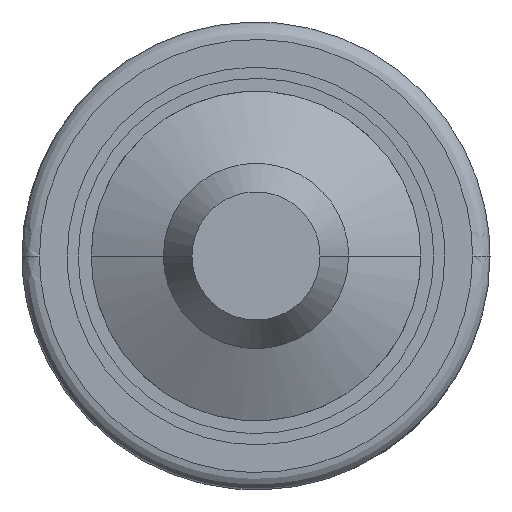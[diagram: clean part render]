
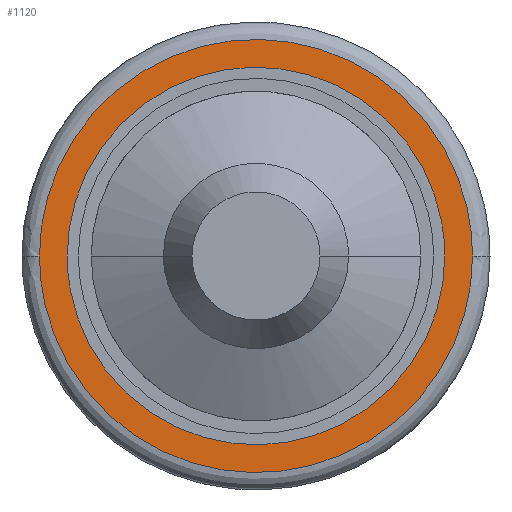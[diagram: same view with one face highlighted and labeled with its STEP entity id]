
A CAD part, front view. The second image highlights one B-rep face of the part: STEP entity #1120.
In plain terms, the highlighted free-form (B-spline) face has degree [1, 1] with [2, 2] control points.
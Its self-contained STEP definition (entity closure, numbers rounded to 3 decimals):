
#830 = EDGE_CURVE('',#831,#833,#835,.T.);
#831 = VERTEX_POINT('',#832);
#832 = CARTESIAN_POINT('',(-26.3,-130.935,0.));
#833 = VERTEX_POINT('',#834);
#834 = CARTESIAN_POINT('',(26.3,-130.935,
    0.));
#835 = ( BOUNDED_CURVE() B_SPLINE_CURVE(2,(#836,#837,#838,#839,#840),
.UNSPECIFIED.,.F.,.F.) B_SPLINE_CURVE_WITH_KNOTS((3,2,3),(0.,
1.571,3.142),.PIECEWISE_BEZIER_KNOTS.) CURVE() 
GEOMETRIC_REPRESENTATION_ITEM() RATIONAL_B_SPLINE_CURVE((1.,
0.707,1.,0.707,1.)) REPRESENTATION_ITEM('') );
#836 = CARTESIAN_POINT('',(-26.3,-130.935,0.));
#837 = CARTESIAN_POINT('',(-26.3,-130.935,
    26.3));
#838 = CARTESIAN_POINT('',(0.,-130.935,
    26.3));
#839 = CARTESIAN_POINT('',(26.3,-130.935,
    26.3));
#840 = CARTESIAN_POINT('',(26.3,-130.935,
    0.));
#887 = VERTEX_POINT('',#888);
#888 = CARTESIAN_POINT('',(22.924,-130.935,
    0.));
#893 = EDGE_CURVE('',#894,#887,#896,.T.);
#894 = VERTEX_POINT('',#895);
#895 = CARTESIAN_POINT('',(-22.924,-130.935,0.));
#896 = ( BOUNDED_CURVE() B_SPLINE_CURVE(2,(#897,#898,#899,#900,#901),
.UNSPECIFIED.,.F.,.F.) B_SPLINE_CURVE_WITH_KNOTS((3,2,3),(0.,
1.571,3.142),.PIECEWISE_BEZIER_KNOTS.) CURVE() 
GEOMETRIC_REPRESENTATION_ITEM() RATIONAL_B_SPLINE_CURVE((1.,
0.707,1.,0.707,1.)) REPRESENTATION_ITEM('') );
#897 = CARTESIAN_POINT('',(-22.924,-130.935,0.));
#898 = CARTESIAN_POINT('',(-22.924,-130.935,
    22.924));
#899 = CARTESIAN_POINT('',(0.,-130.935,
    22.924));
#900 = CARTESIAN_POINT('',(22.924,-130.935,
    22.924));
#901 = CARTESIAN_POINT('',(22.924,-130.935,
    0.));
#1102 = EDGE_CURVE('',#887,#894,#1103,.T.);
#1103 = ( BOUNDED_CURVE() B_SPLINE_CURVE(2,(#1104,#1105,#1106,#1107,
#1108),.UNSPECIFIED.,.F.,.F.) B_SPLINE_CURVE_WITH_KNOTS((3,2,3),(
    3.142,4.712,6.283),
.PIECEWISE_BEZIER_KNOTS.) CURVE() GEOMETRIC_REPRESENTATION_ITEM() 
RATIONAL_B_SPLINE_CURVE((1.,0.707,1.,0.707,1.)) 
REPRESENTATION_ITEM('') );
#1104 = CARTESIAN_POINT('',(22.924,-130.935,
    0.));
#1105 = CARTESIAN_POINT('',(22.924,-130.935,
    -22.924));
#1106 = CARTESIAN_POINT('',(0.,-130.935,
    -22.924));
#1107 = CARTESIAN_POINT('',(-22.924,-130.935,
    -22.924));
#1108 = CARTESIAN_POINT('',(-22.924,-130.935,
    0.));
#1120 = ADVANCED_FACE('',(#1121,#1125),#1136,.T.);
#1121 = FACE_BOUND('',#1122,.T.);
#1122 = EDGE_LOOP('',(#1123,#1124));
#1123 = ORIENTED_EDGE('',*,*,#893,.T.);
#1124 = ORIENTED_EDGE('',*,*,#1102,.T.);
#1125 = FACE_BOUND('',#1126,.T.);
#1126 = EDGE_LOOP('',(#1127,#1128));
#1127 = ORIENTED_EDGE('',*,*,#830,.F.);
#1128 = ORIENTED_EDGE('',*,*,#1129,.F.);
#1129 = EDGE_CURVE('',#833,#831,#1130,.T.);
#1130 = ( BOUNDED_CURVE() B_SPLINE_CURVE(2,(#1131,#1132,#1133,#1134,
#1135),.UNSPECIFIED.,.F.,.F.) B_SPLINE_CURVE_WITH_KNOTS((3,2,3),(
    3.142,4.712,6.283),
.PIECEWISE_BEZIER_KNOTS.) CURVE() GEOMETRIC_REPRESENTATION_ITEM() 
RATIONAL_B_SPLINE_CURVE((1.,0.707,1.,0.707,1.)) 
REPRESENTATION_ITEM('') );
#1131 = CARTESIAN_POINT('',(26.3,-130.935,
    0.));
#1132 = CARTESIAN_POINT('',(26.3,-130.935,
    -26.3));
#1133 = CARTESIAN_POINT('',(0.,-130.935,
    -26.3));
#1134 = CARTESIAN_POINT('',(-26.3,-130.935,
    -26.3));
#1135 = CARTESIAN_POINT('',(-26.3,-130.935,
    0.));
#1136 = B_SPLINE_SURFACE_WITH_KNOTS('',1,1,(
    (#1137,#1138)
    ,(#1139,#1140
    )),.UNSPECIFIED.,.F.,.F.,.F.,(2,2),(2,2),(-2.257,
    32.907),(-17.582,17.582),
  .PIECEWISE_BEZIER_KNOTS.);
#1137 = CARTESIAN_POINT('',(-26.3,-130.935,
    -26.3));
#1138 = CARTESIAN_POINT('',(-26.3,-130.935,
    26.3));
#1139 = CARTESIAN_POINT('',(26.3,-130.935,
    -26.3));
#1140 = CARTESIAN_POINT('',(26.3,-130.935,
    26.3));
